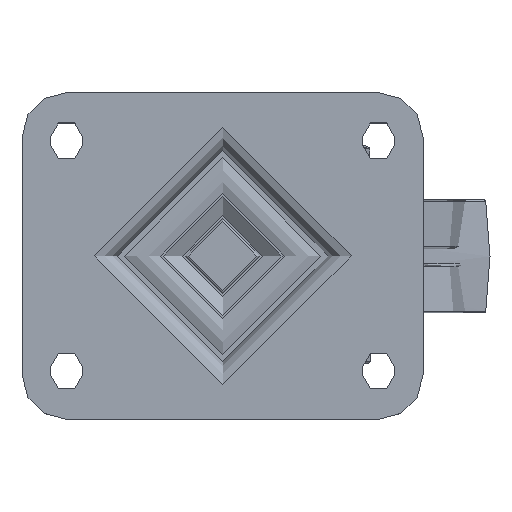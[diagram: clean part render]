
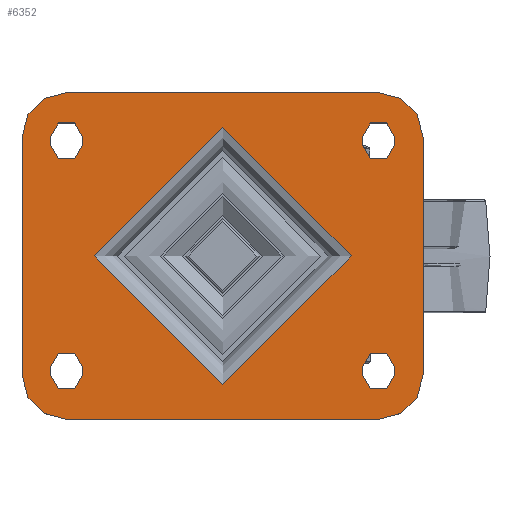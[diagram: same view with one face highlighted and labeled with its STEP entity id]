
A CAD part, top view. The second image highlights one B-rep face of the part: STEP entity #6352.
In plain terms, the highlighted planar face has unit normal (0, 0, 1).
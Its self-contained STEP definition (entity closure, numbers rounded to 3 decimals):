
#448=FACE_BOUND('',#1178,.T.);
#449=FACE_BOUND('',#1179,.T.);
#450=FACE_BOUND('',#1180,.T.);
#451=FACE_BOUND('',#1181,.T.);
#452=FACE_BOUND('',#1182,.T.);
#503=PLANE('',#6930);
#774=FACE_OUTER_BOUND('',#1177,.T.);
#1177=EDGE_LOOP('',(#4452,#4453,#4454,#4455,#4456,#4457,#4458,#4459));
#1178=EDGE_LOOP('',(#4460,#4461,#4462,#4463));
#1179=EDGE_LOOP('',(#4464,#4465,#4466,#4467));
#1180=EDGE_LOOP('',(#4468,#4469,#4470,#4471));
#1181=EDGE_LOOP('',(#4472,#4473,#4474,#4475));
#1182=EDGE_LOOP('',(#4476));
#1640=LINE('',#9404,#2090);
#1641=LINE('',#9408,#2091);
#1642=LINE('',#9412,#2092);
#1643=LINE('',#9415,#2093);
#1644=LINE('',#9418,#2094);
#1645=LINE('',#9422,#2095);
#1646=LINE('',#9426,#2096);
#1647=LINE('',#9430,#2097);
#1648=LINE('',#9434,#2098);
#1649=LINE('',#9438,#2099);
#1650=LINE('',#9442,#2100);
#1651=LINE('',#9446,#2101);
#2090=VECTOR('',#7697,1000.);
#2091=VECTOR('',#7700,1000.);
#2092=VECTOR('',#7703,1000.);
#2093=VECTOR('',#7706,1000.);
#2094=VECTOR('',#7707,1000.);
#2095=VECTOR('',#7710,1000.);
#2096=VECTOR('',#7713,1000.);
#2097=VECTOR('',#7716,1000.);
#2098=VECTOR('',#7719,1000.);
#2099=VECTOR('',#7722,1000.);
#2100=VECTOR('',#7725,1000.);
#2101=VECTOR('',#7728,1000.);
#2541=CIRCLE('',#6899,43.246);
#2564=CIRCLE('',#6931,15.);
#2565=CIRCLE('',#6932,15.);
#2566=CIRCLE('',#6933,15.);
#2567=CIRCLE('',#6934,15.);
#2568=CIRCLE('',#6935,5.5);
#2569=CIRCLE('',#6936,5.5);
#2570=CIRCLE('',#6937,5.5);
#2571=CIRCLE('',#6938,5.5);
#2572=CIRCLE('',#6939,5.5);
#2573=CIRCLE('',#6940,5.5);
#2574=CIRCLE('',#6941,5.5);
#2575=CIRCLE('',#6942,5.5);
#2806=VERTEX_POINT('',#9321);
#2838=VERTEX_POINT('',#9400);
#2839=VERTEX_POINT('',#9401);
#2840=VERTEX_POINT('',#9403);
#2841=VERTEX_POINT('',#9405);
#2842=VERTEX_POINT('',#9407);
#2843=VERTEX_POINT('',#9409);
#2844=VERTEX_POINT('',#9411);
#2845=VERTEX_POINT('',#9413);
#2846=VERTEX_POINT('',#9416);
#2847=VERTEX_POINT('',#9417);
#2848=VERTEX_POINT('',#9419);
#2849=VERTEX_POINT('',#9421);
#2850=VERTEX_POINT('',#9424);
#2851=VERTEX_POINT('',#9425);
#2852=VERTEX_POINT('',#9427);
#2853=VERTEX_POINT('',#9429);
#2854=VERTEX_POINT('',#9432);
#2855=VERTEX_POINT('',#9433);
#2856=VERTEX_POINT('',#9435);
#2857=VERTEX_POINT('',#9437);
#2858=VERTEX_POINT('',#9440);
#2859=VERTEX_POINT('',#9441);
#2860=VERTEX_POINT('',#9443);
#2861=VERTEX_POINT('',#9445);
#3431=EDGE_CURVE('',#2806,#2806,#2541,.T.);
#3468=EDGE_CURVE('',#2838,#2839,#2564,.T.);
#3469=EDGE_CURVE('',#2840,#2839,#1640,.T.);
#3470=EDGE_CURVE('',#2841,#2840,#2565,.T.);
#3471=EDGE_CURVE('',#2842,#2841,#1641,.T.);
#3472=EDGE_CURVE('',#2843,#2842,#2566,.T.);
#3473=EDGE_CURVE('',#2844,#2843,#1642,.T.);
#3474=EDGE_CURVE('',#2844,#2845,#2567,.T.);
#3475=EDGE_CURVE('',#2838,#2845,#1643,.T.);
#3476=EDGE_CURVE('',#2846,#2847,#1644,.T.);
#3477=EDGE_CURVE('',#2847,#2848,#2568,.T.);
#3478=EDGE_CURVE('',#2848,#2849,#1645,.T.);
#3479=EDGE_CURVE('',#2849,#2846,#2569,.T.);
#3480=EDGE_CURVE('',#2850,#2851,#1646,.T.);
#3481=EDGE_CURVE('',#2851,#2852,#2570,.T.);
#3482=EDGE_CURVE('',#2852,#2853,#1647,.T.);
#3483=EDGE_CURVE('',#2853,#2850,#2571,.T.);
#3484=EDGE_CURVE('',#2854,#2855,#1648,.T.);
#3485=EDGE_CURVE('',#2855,#2856,#2572,.T.);
#3486=EDGE_CURVE('',#2856,#2857,#1649,.T.);
#3487=EDGE_CURVE('',#2857,#2854,#2573,.T.);
#3488=EDGE_CURVE('',#2858,#2859,#1650,.T.);
#3489=EDGE_CURVE('',#2859,#2860,#2574,.T.);
#3490=EDGE_CURVE('',#2860,#2861,#1651,.T.);
#3491=EDGE_CURVE('',#2861,#2858,#2575,.T.);
#4452=ORIENTED_EDGE('',*,*,#3468,.T.);
#4453=ORIENTED_EDGE('',*,*,#3469,.F.);
#4454=ORIENTED_EDGE('',*,*,#3470,.F.);
#4455=ORIENTED_EDGE('',*,*,#3471,.F.);
#4456=ORIENTED_EDGE('',*,*,#3472,.F.);
#4457=ORIENTED_EDGE('',*,*,#3473,.F.);
#4458=ORIENTED_EDGE('',*,*,#3474,.T.);
#4459=ORIENTED_EDGE('',*,*,#3475,.F.);
#4460=ORIENTED_EDGE('',*,*,#3476,.T.);
#4461=ORIENTED_EDGE('',*,*,#3477,.T.);
#4462=ORIENTED_EDGE('',*,*,#3478,.T.);
#4463=ORIENTED_EDGE('',*,*,#3479,.T.);
#4464=ORIENTED_EDGE('',*,*,#3480,.T.);
#4465=ORIENTED_EDGE('',*,*,#3481,.T.);
#4466=ORIENTED_EDGE('',*,*,#3482,.T.);
#4467=ORIENTED_EDGE('',*,*,#3483,.T.);
#4468=ORIENTED_EDGE('',*,*,#3484,.T.);
#4469=ORIENTED_EDGE('',*,*,#3485,.T.);
#4470=ORIENTED_EDGE('',*,*,#3486,.T.);
#4471=ORIENTED_EDGE('',*,*,#3487,.T.);
#4472=ORIENTED_EDGE('',*,*,#3488,.T.);
#4473=ORIENTED_EDGE('',*,*,#3489,.T.);
#4474=ORIENTED_EDGE('',*,*,#3490,.T.);
#4475=ORIENTED_EDGE('',*,*,#3491,.T.);
#4476=ORIENTED_EDGE('',*,*,#3431,.F.);
#6352=ADVANCED_FACE('',(#774,#448,#449,#450,#451,#452),#503,.T.);
#6899=AXIS2_PLACEMENT_3D('',#9323,#7617,#7618);
#6930=AXIS2_PLACEMENT_3D('',#9399,#7693,#7694);
#6931=AXIS2_PLACEMENT_3D('',#9402,#7695,#7696);
#6932=AXIS2_PLACEMENT_3D('',#9406,#7698,#7699);
#6933=AXIS2_PLACEMENT_3D('',#9410,#7701,#7702);
#6934=AXIS2_PLACEMENT_3D('',#9414,#7704,#7705);
#6935=AXIS2_PLACEMENT_3D('',#9420,#7708,#7709);
#6936=AXIS2_PLACEMENT_3D('',#9423,#7711,#7712);
#6937=AXIS2_PLACEMENT_3D('',#9428,#7714,#7715);
#6938=AXIS2_PLACEMENT_3D('',#9431,#7717,#7718);
#6939=AXIS2_PLACEMENT_3D('',#9436,#7720,#7721);
#6940=AXIS2_PLACEMENT_3D('',#9439,#7723,#7724);
#6941=AXIS2_PLACEMENT_3D('',#9444,#7726,#7727);
#6942=AXIS2_PLACEMENT_3D('',#9447,#7729,#7730);
#7617=DIRECTION('center_axis',(0.,0.,1.));
#7618=DIRECTION('ref_axis',(-1.,0.,0.));
#7693=DIRECTION('center_axis',(0.,0.,1.));
#7694=DIRECTION('ref_axis',(1.,0.,0.));
#7695=DIRECTION('center_axis',(0.,0.,1.));
#7696=DIRECTION('ref_axis',(-1.,0.,0.));
#7697=DIRECTION('',(-1.,0.,0.));
#7698=DIRECTION('center_axis',(0.,0.,-1.));
#7699=DIRECTION('ref_axis',(1.,0.,0.));
#7700=DIRECTION('',(0.,-1.,0.));
#7701=DIRECTION('center_axis',(0.,0.,-1.));
#7702=DIRECTION('ref_axis',(0.,1.,0.));
#7703=DIRECTION('',(1.,0.,0.));
#7704=DIRECTION('center_axis',(0.,0.,1.));
#7705=DIRECTION('ref_axis',(0.,1.,0.));
#7706=DIRECTION('',(0.,1.,0.));
#7707=DIRECTION('',(0.,-1.,0.));
#7708=DIRECTION('center_axis',(0.,0.,-1.));
#7709=DIRECTION('ref_axis',(1.,0.,0.));
#7710=DIRECTION('',(0.,1.,0.));
#7711=DIRECTION('center_axis',(0.,0.,-1.));
#7712=DIRECTION('ref_axis',(1.,0.,0.));
#7713=DIRECTION('',(0.,1.,0.));
#7714=DIRECTION('center_axis',(0.,0.,-1.));
#7715=DIRECTION('ref_axis',(1.,0.,0.));
#7716=DIRECTION('',(0.,-1.,0.));
#7717=DIRECTION('center_axis',(0.,0.,-1.));
#7718=DIRECTION('ref_axis',(1.,0.,0.));
#7719=DIRECTION('',(0.,-1.,0.));
#7720=DIRECTION('center_axis',(0.,0.,-1.));
#7721=DIRECTION('ref_axis',(-1.,0.,0.));
#7722=DIRECTION('',(0.,1.,0.));
#7723=DIRECTION('center_axis',(0.,0.,-1.));
#7724=DIRECTION('ref_axis',(-1.,0.,0.));
#7725=DIRECTION('',(0.,1.,0.));
#7726=DIRECTION('center_axis',(0.,0.,-1.));
#7727=DIRECTION('ref_axis',(-1.,0.,0.));
#7728=DIRECTION('',(0.,-1.,0.));
#7729=DIRECTION('center_axis',(0.,0.,-1.));
#7730=DIRECTION('ref_axis',(-1.,0.,0.));
#9321=CARTESIAN_POINT('',(43.246,0.,0.));
#9323=CARTESIAN_POINT('Origin',(0.,0.,0.));
#9399=CARTESIAN_POINT('Origin',(0.,0.,0.));
#9400=CARTESIAN_POINT('',(-67.5,-40.,0.));
#9401=CARTESIAN_POINT('',(-52.5,-55.,0.));
#9402=CARTESIAN_POINT('Origin',(-52.5,-40.,0.));
#9403=CARTESIAN_POINT('',(52.5,-55.,0.));
#9404=CARTESIAN_POINT('',(52.5,-55.,0.));
#9405=CARTESIAN_POINT('',(67.5,-40.,0.));
#9406=CARTESIAN_POINT('Origin',(52.5,-40.,0.));
#9407=CARTESIAN_POINT('',(67.5,40.,0.));
#9408=CARTESIAN_POINT('',(67.5,40.,0.));
#9409=CARTESIAN_POINT('',(52.5,55.,0.));
#9410=CARTESIAN_POINT('Origin',(52.5,40.,0.));
#9411=CARTESIAN_POINT('',(-52.5,55.,0.));
#9412=CARTESIAN_POINT('',(-52.5,55.,0.));
#9413=CARTESIAN_POINT('',(-67.5,40.,0.));
#9414=CARTESIAN_POINT('Origin',(-52.5,40.,0.));
#9415=CARTESIAN_POINT('',(-67.5,-40.,0.));
#9416=CARTESIAN_POINT('',(-47.,40.,0.));
#9417=CARTESIAN_POINT('',(-47.,37.5,0.));
#9418=CARTESIAN_POINT('',(-47.,37.5,0.));
#9419=CARTESIAN_POINT('',(-58.,37.5,0.));
#9420=CARTESIAN_POINT('Origin',(-52.5,37.5,0.));
#9421=CARTESIAN_POINT('',(-58.,40.,0.));
#9422=CARTESIAN_POINT('',(-58.,37.5,0.));
#9423=CARTESIAN_POINT('Origin',(-52.5,40.,0.));
#9424=CARTESIAN_POINT('',(-58.,-40.,0.));
#9425=CARTESIAN_POINT('',(-58.,-37.5,0.));
#9426=CARTESIAN_POINT('',(-58.,-37.5,0.));
#9427=CARTESIAN_POINT('',(-47.,-37.5,0.));
#9428=CARTESIAN_POINT('Origin',(-52.5,-37.5,0.));
#9429=CARTESIAN_POINT('',(-47.,-40.,0.));
#9430=CARTESIAN_POINT('',(-47.,-37.5,0.));
#9431=CARTESIAN_POINT('Origin',(-52.5,-40.,0.));
#9432=CARTESIAN_POINT('',(58.,40.,0.));
#9433=CARTESIAN_POINT('',(58.,37.5,0.));
#9434=CARTESIAN_POINT('',(58.,37.5,0.));
#9435=CARTESIAN_POINT('',(47.,37.5,0.));
#9436=CARTESIAN_POINT('Origin',(52.5,37.5,0.));
#9437=CARTESIAN_POINT('',(47.,40.,0.));
#9438=CARTESIAN_POINT('',(47.,37.5,0.));
#9439=CARTESIAN_POINT('Origin',(52.5,40.,0.));
#9440=CARTESIAN_POINT('',(47.,-40.,0.));
#9441=CARTESIAN_POINT('',(47.,-37.5,0.));
#9442=CARTESIAN_POINT('',(47.,-37.5,0.));
#9443=CARTESIAN_POINT('',(58.,-37.5,0.));
#9444=CARTESIAN_POINT('Origin',(52.5,-37.5,0.));
#9445=CARTESIAN_POINT('',(58.,-40.,0.));
#9446=CARTESIAN_POINT('',(58.,-37.5,0.));
#9447=CARTESIAN_POINT('Origin',(52.5,-40.,0.));
